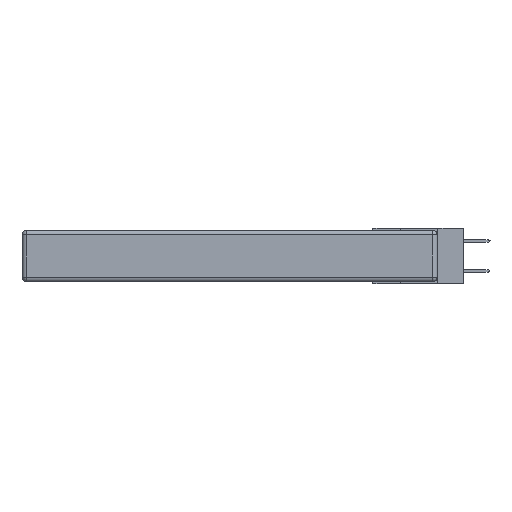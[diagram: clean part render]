
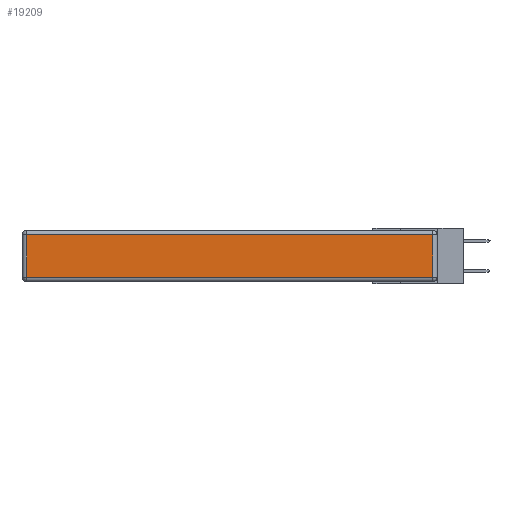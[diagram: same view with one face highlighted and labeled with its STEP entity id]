
A CAD part, left-side view. The second image highlights one B-rep face of the part: STEP entity #19209.
In plain terms, the highlighted planar face has unit normal (-1, 0, 0).
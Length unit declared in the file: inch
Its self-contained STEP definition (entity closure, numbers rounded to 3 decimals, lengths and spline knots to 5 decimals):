
#472 = VERTEX_POINT ( 'NONE', #17087 ) ;
#931 = ORIENTED_EDGE ( 'NONE', *, *, #26610, .T. ) ;
#1388 = EDGE_CURVE ( 'NONE', #7567, #35002, #21749, .T. ) ;
#2224 = EDGE_LOOP ( 'NONE', ( #19196, #27642, #931, #32776 ) ) ;
#2663 = DIRECTION ( 'NONE',  ( 0., 0., -1. ) ) ;
#3152 = CARTESIAN_POINT ( 'NONE',  ( 0., 2.75, -0.03 ) ) ;
#5232 = VECTOR ( 'NONE', #14486, 39.37008 ) ;
#6143 = DIRECTION ( 'NONE',  ( 0., 1., 0. ) ) ;
#6468 = DIRECTION ( 'NONE',  ( 0., -1., 0. ) ) ;
#7567 = VERTEX_POINT ( 'NONE', #13294 ) ;
#7637 = LINE ( 'NONE', #3152, #9794 ) ;
#8424 = CARTESIAN_POINT ( 'NONE',  ( 0., 0., -0.343 ) ) ;
#8876 = AXIS2_PLACEMENT_3D ( 'NONE', #8424, #31199, #27423 ) ;
#9752 = VECTOR ( 'NONE', #6468, 39.37008 ) ;
#9794 = VECTOR ( 'NONE', #6143, 39.37008 ) ;
#13294 = CARTESIAN_POINT ( 'NONE',  ( 0., 2.72, -0.313 ) ) ;
#14486 = DIRECTION ( 'NONE',  ( 0., 0., 1. ) ) ;
#16954 = FACE_OUTER_BOUND ( 'NONE', #2224, .T. ) ;
#17087 = CARTESIAN_POINT ( 'NONE',  ( 0., 0.03, -0.03 ) ) ;
#19196 = ORIENTED_EDGE ( 'NONE', *, *, #1388, .T. ) ;
#19209 = ADVANCED_FACE ( 'NONE', ( #16954 ), #27185, .T. ) ;
#20943 = EDGE_CURVE ( 'NONE', #35002, #472, #27161, .T. ) ;
#21617 = EDGE_CURVE ( 'NONE', #30447, #7567, #33942, .T. ) ;
#21749 = LINE ( 'NONE', #33715, #9752 ) ;
#26610 = EDGE_CURVE ( 'NONE', #472, #30447, #7637, .T. ) ;
#27161 = LINE ( 'NONE', #30907, #5232 ) ;
#27185 = PLANE ( 'NONE',  #8876 ) ;
#27423 = DIRECTION ( 'NONE',  ( 0., 0., 1. ) ) ;
#27513 = CARTESIAN_POINT ( 'NONE',  ( 0., 2.72, -0.343 ) ) ;
#27642 = ORIENTED_EDGE ( 'NONE', *, *, #20943, .T. ) ;
#28391 = VECTOR ( 'NONE', #2663, 39.37008 ) ;
#30447 = VERTEX_POINT ( 'NONE', #33246 ) ;
#30907 = CARTESIAN_POINT ( 'NONE',  ( 0., 0.03, -0.343 ) ) ;
#31199 = DIRECTION ( 'NONE',  ( -1., 0., 0. ) ) ;
#31405 = CARTESIAN_POINT ( 'NONE',  ( 0., 0.03, -0.313 ) ) ;
#32776 = ORIENTED_EDGE ( 'NONE', *, *, #21617, .T. ) ;
#33246 = CARTESIAN_POINT ( 'NONE',  ( 0., 2.72, -0.03 ) ) ;
#33715 = CARTESIAN_POINT ( 'NONE',  ( 0., 0., -0.313 ) ) ;
#33942 = LINE ( 'NONE', #27513, #28391 ) ;
#35002 = VERTEX_POINT ( 'NONE', #31405 ) ;
